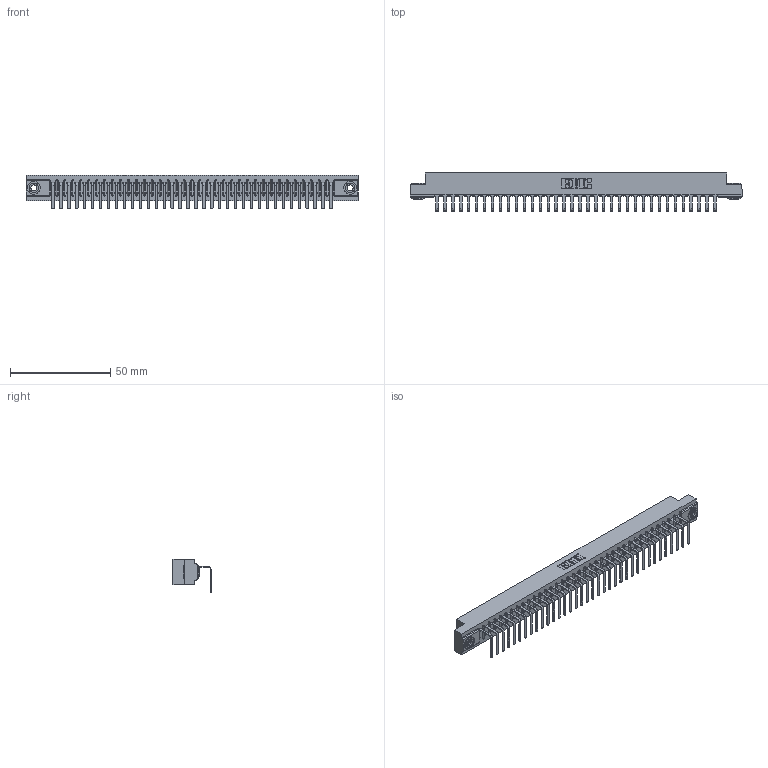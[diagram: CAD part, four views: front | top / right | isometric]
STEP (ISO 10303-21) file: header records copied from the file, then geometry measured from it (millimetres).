
FILE_DESCRIPTION (( 'STEP AP203' ), '1' );
FILE_NAME ('307-036-558-103.STEP', '2019-09-05T14:40:12', ( '' ), ( '' ), 'SwSTEP 2.0', 'SolidWorks 2016', '' );
FILE_SCHEMA (( 'CONFIG_CONTROL_DESIGN' ));
Length unit declared in the file: inch
Products named in the file (4): 307 Part_.156 Dia Mounting Holes; 307-036-558-103; 307-290-001_558 - 2 (Single); 345-250-002_345-250-002-102
Assembly tree (39 placements, depth 2):
  307-036-558-103
    307 Part_.156 Dia Mounting Holes
    307-290-001_558 - 2 (Single)  x36
    345-250-002_345-250-002-102  x2
Bounding box: 165.66 x 18.96 x 16.8 mm (x, y, z)
Volume: 17327.7 mm3; surface area: 19590.1 mm2
Topology: 39 solids, 39 shells, 2367 faces, 6699 edges, 4314 vertices
Faces by surface type: plane 1498, cylinder 787, sphere 74, cone 8
Entity records: 32771 total; most frequent: CARTESIAN_POINT 5497, ORIENTED_EDGE 5474, DIRECTION 5365, EDGE_CURVE 2737, VECTOR 2089, LINE 2089, VERTEX_POINT 1770, AXIS2_PLACEMENT_3D 1638
